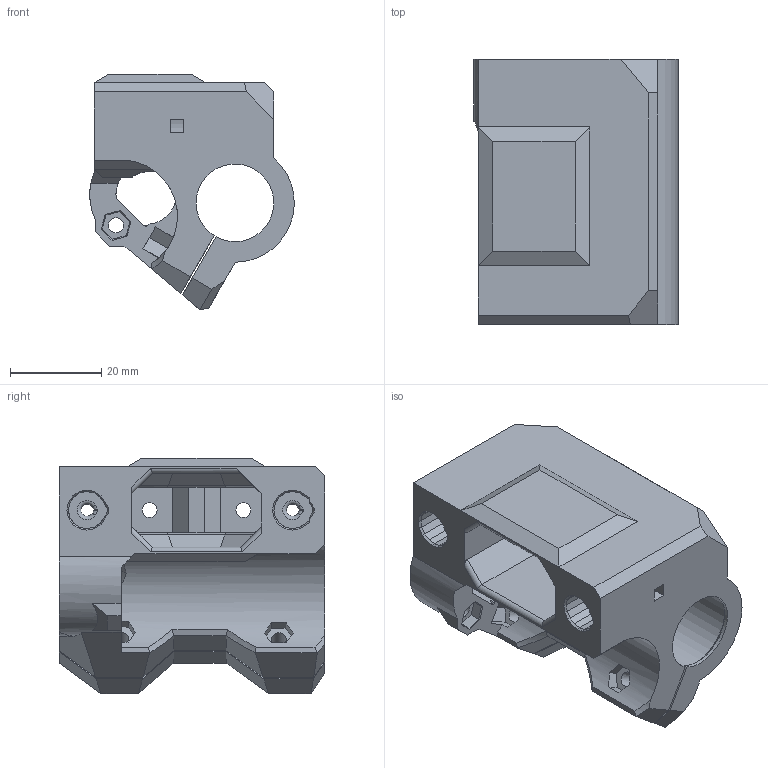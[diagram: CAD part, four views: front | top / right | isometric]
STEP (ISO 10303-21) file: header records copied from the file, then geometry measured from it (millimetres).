
FILE_DESCRIPTION(/* description */ (''),/* implementation_level */ '2;1');
FILE_NAME(/* name */ 'MB-Z10.x-axis.MB-x-idler-left.step',/* time_stamp */ '2023-04-08T18:30:02+02:00',/* author */ (''),/* organization */ (''),/* preprocessor_version */ 'ST-DEVELOPER v19.2',/* originating_system */ 'Autodesk Translation Framework v12.4.0.73',/* authorisation */ '');
FILE_SCHEMA (('AUTOMOTIVE_DESIGN { 1 0 10303 214 3 1 1 }'));
Length unit declared in the file: millimetre
Products named in the file (2): MB-x-idler-left; Mini Bear 2 With OEM Z-Axis v22
Assembly tree (1 placements, depth 2):
  MB-x-idler-left
    Mini Bear 2 With OEM Z-Axis v22
Bounding box: 44.78 x 58 x 51.48 mm (x, y, z)
Volume: 48890.9 mm3; surface area: 21714.8 mm2
Topology: 1 solids, 8 shells, 354 faces, 916 edges, 584 vertices
Faces by surface type: plane 297, cylinder 44, cone 8, bspline 3, torus 2
Full cylindrical faces by diameter (mm): 3.2 x4, 3.3 x5, 5.6 x2, 6 x2, 13.5 x1
Entity records: 10719 total; most frequent: CARTESIAN_POINT 2123, ORIENTED_EDGE 1832, DIRECTION 1683, EDGE_CURVE 916, LINE 683, VECTOR 683, VERTEX_POINT 584, AXIS2_PLACEMENT_3D 500
